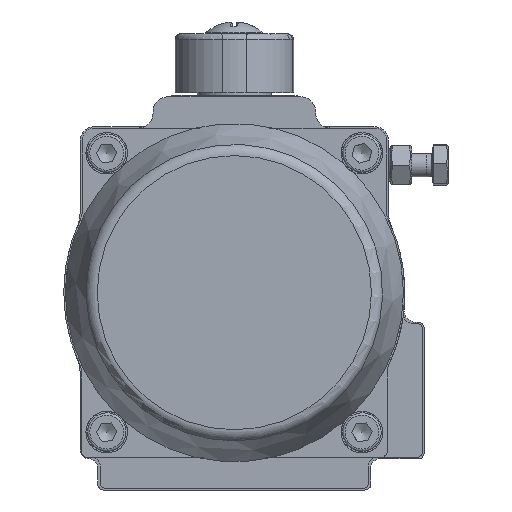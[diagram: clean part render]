
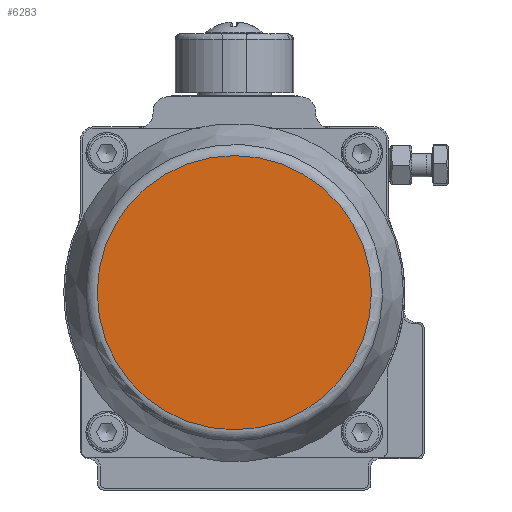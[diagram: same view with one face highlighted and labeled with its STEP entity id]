
A CAD part, front view. The second image highlights one B-rep face of the part: STEP entity #6283.
In plain terms, the highlighted planar face has unit normal (0, -1, 0).
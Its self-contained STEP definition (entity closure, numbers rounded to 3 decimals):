
#1611=FACE_OUTER_BOUND('',#10334,.T.);
#2143=PLANE('',#24656);
#6283=ADVANCED_FACE('',(#1611),#2143,.T.);
#8145=CIRCLE('',#24655,46.198);
#10334=EDGE_LOOP('',(#16254));
#16254=ORIENTED_EDGE('',*,*,#21695,.T.);
#18674=VERTEX_POINT('',#42410);
#21695=EDGE_CURVE('',#18674,#18674,#8145,.T.);
#24655=AXIS2_PLACEMENT_3D('',#42409,#30982,#30983);
#24656=AXIS2_PLACEMENT_3D('',#42411,#30984,#30985);
#30982=DIRECTION('',(0.,-1.,0.));
#30983=DIRECTION('',(0.,0.,-1.));
#30984=DIRECTION('',(0.,-1.,0.));
#30985=DIRECTION('',(0.,0.,-1.));
#42409=CARTESIAN_POINT('',(0.,-34.,0.));
#42410=CARTESIAN_POINT('',(0.,-34.,-46.198));
#42411=CARTESIAN_POINT('',(0.,-34.,0.));
